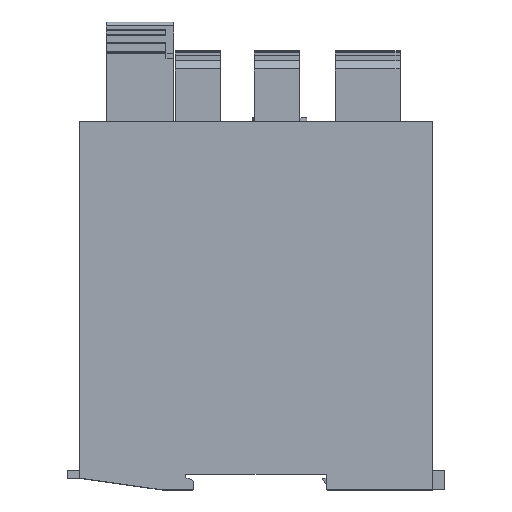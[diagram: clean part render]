
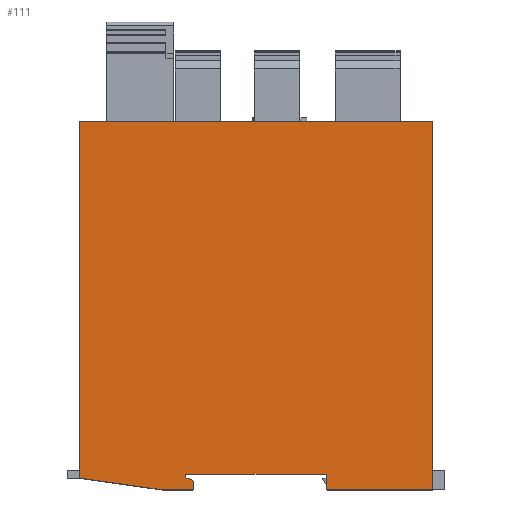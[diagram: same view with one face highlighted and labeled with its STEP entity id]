
A CAD part, top view. The second image highlights one B-rep face of the part: STEP entity #111.
In plain terms, the highlighted planar face has unit normal (0, 0, 1).
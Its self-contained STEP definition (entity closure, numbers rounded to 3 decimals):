
#111 = ADVANCED_FACE( '', ( #359 ), #360, .T. );
#359 = FACE_OUTER_BOUND( '', #774, .T. );
#360 = PLANE( '', #775 );
#774 = EDGE_LOOP( '', ( #1440, #1441, #1442, #1443, #1444, #1445, #1446, #1447, #1448, #1449, #1450, #1451, #1452, #1453, #1454, #1455, #1456 ) );
#775 = AXIS2_PLACEMENT_3D( '', #1457, #1458, #1459 );
#1440 = ORIENTED_EDGE( '', *, *, #3014, .T. );
#1441 = ORIENTED_EDGE( '', *, *, #3010, .T. );
#1442 = ORIENTED_EDGE( '', *, *, #3007, .T. );
#1443 = ORIENTED_EDGE( '', *, *, #3004, .T. );
#1444 = ORIENTED_EDGE( '', *, *, #3001, .T. );
#1445 = ORIENTED_EDGE( '', *, *, #2998, .T. );
#1446 = ORIENTED_EDGE( '', *, *, #2995, .T. );
#1447 = ORIENTED_EDGE( '', *, *, #2992, .T. );
#1448 = ORIENTED_EDGE( '', *, *, #2989, .T. );
#1449 = ORIENTED_EDGE( '', *, *, #2985, .F. );
#1450 = ORIENTED_EDGE( '', *, *, #2981, .T. );
#1451 = ORIENTED_EDGE( '', *, *, #2965, .F. );
#1452 = ORIENTED_EDGE( '', *, *, #2963, .T. );
#1453 = ORIENTED_EDGE( '', *, *, #2960, .T. );
#1454 = ORIENTED_EDGE( '', *, *, #2957, .T. );
#1455 = ORIENTED_EDGE( '', *, *, #2952, .T. );
#1456 = ORIENTED_EDGE( '', *, *, #2926, .T. );
#1457 = CARTESIAN_POINT( '', ( -44.8, -0.875, 42. ) );
#1458 = DIRECTION( '', ( 0., 0., 1. ) );
#1459 = DIRECTION( '', ( 1., 0., 0. ) );
#2926 = EDGE_CURVE( '', #3544, #3542, #3545, .T. );
#2952 = EDGE_CURVE( '', #3594, #3544, #3595, .T. );
#2957 = EDGE_CURVE( '', #3599, #3594, #3603, .T. );
#2960 = EDGE_CURVE( '', #3604, #3599, #3608, .T. );
#2963 = EDGE_CURVE( '', #3609, #3604, #3613, .T. );
#2965 = EDGE_CURVE( '', #3609, #3616, #3617, .T. );
#2981 = EDGE_CURVE( '', #3645, #3616, #3646, .T. );
#2985 = EDGE_CURVE( '', #3645, #3652, #3653, .T. );
#2989 = EDGE_CURVE( '', #3655, #3652, #3659, .T. );
#2992 = EDGE_CURVE( '', #3660, #3655, #3664, .T. );
#2995 = EDGE_CURVE( '', #3665, #3660, #3669, .T. );
#2998 = EDGE_CURVE( '', #3670, #3665, #3674, .T. );
#3001 = EDGE_CURVE( '', #3675, #3670, #3679, .T. );
#3004 = EDGE_CURVE( '', #3680, #3675, #3684, .T. );
#3007 = EDGE_CURVE( '', #3685, #3680, #3689, .T. );
#3010 = EDGE_CURVE( '', #3690, #3685, #3694, .T. );
#3014 = EDGE_CURVE( '', #3542, #3690, #3700, .T. );
#3542 = VERTEX_POINT( '', #4548 );
#3544 = VERTEX_POINT( '', #4551 );
#3545 = LINE( '', #4552, #4553 );
#3594 = VERTEX_POINT( '', #4624 );
#3595 = LINE( '', #4625, #4626 );
#3599 = VERTEX_POINT( '', #4632 );
#3603 = LINE( '', #4638, #4639 );
#3604 = VERTEX_POINT( '', #4640 );
#3608 = CIRCLE( '', #4645, 0.2 );
#3609 = VERTEX_POINT( '', #4646 );
#3613 = LINE( '', #4652, #4653 );
#3616 = VERTEX_POINT( '', #4656 );
#3617 = CIRCLE( '', #4657, 0.2 );
#3645 = VERTEX_POINT( '', #4700 );
#3646 = LINE( '', #4701, #4702 );
#3652 = VERTEX_POINT( '', #4710 );
#3653 = CIRCLE( '', #4711, 0.2 );
#3655 = VERTEX_POINT( '', #4714 );
#3659 = LINE( '', #4720, #4721 );
#3660 = VERTEX_POINT( '', #4722 );
#3664 = LINE( '', #4728, #4729 );
#3665 = VERTEX_POINT( '', #4730 );
#3669 = CIRCLE( '', #4735, 1. );
#3670 = VERTEX_POINT( '', #4736 );
#3674 = LINE( '', #4742, #4743 );
#3675 = VERTEX_POINT( '', #4744 );
#3679 = CIRCLE( '', #4749, 0.2 );
#3680 = VERTEX_POINT( '', #4750 );
#3684 = LINE( '', #4756, #4757 );
#3685 = VERTEX_POINT( '', #4758 );
#3689 = LINE( '', #4764, #4765 );
#3690 = VERTEX_POINT( '', #4766 );
#3694 = CIRCLE( '', #4771, 0.2 );
#3700 = LINE( '', #4780, #4781 );
#4548 = CARTESIAN_POINT( '', ( -45., 90., 42. ) );
#4551 = CARTESIAN_POINT( '', ( 45., 90., 42. ) );
#4552 = CARTESIAN_POINT( '', ( 45., 90., 42. ) );
#4553 = VECTOR( '', #5948, 1000. );
#4624 = CARTESIAN_POINT( '', ( 45., -4., 42. ) );
#4625 = CARTESIAN_POINT( '', ( 45., -4., 42. ) );
#4626 = VECTOR( '', #5980, 1000. );
#4632 = CARTESIAN_POINT( '', ( 18.15, -4., 42. ) );
#4638 = CARTESIAN_POINT( '', ( 18.15, -4., 42. ) );
#4639 = VECTOR( '', #5985, 1000. );
#4640 = CARTESIAN_POINT( '', ( 17.95, -3.8, 42. ) );
#4645 = AXIS2_PLACEMENT_3D( '', #5990, #5991, #5992 );
#4646 = CARTESIAN_POINT( '', ( 17.95, -0.2, 42. ) );
#4652 = CARTESIAN_POINT( '', ( 17.95, -0.2, 42. ) );
#4653 = VECTOR( '', #5995, 1000. );
#4656 = CARTESIAN_POINT( '', ( 17.75, 0., 42. ) );
#4657 = AXIS2_PLACEMENT_3D( '', #5999, #6000, #6001 );
#4700 = CARTESIAN_POINT( '', ( -17.75, 0., 42. ) );
#4701 = CARTESIAN_POINT( '', ( -17.75, 0., 42. ) );
#4702 = VECTOR( '', #6017, 1000. );
#4710 = CARTESIAN_POINT( '', ( -17.95, -0.2, 42. ) );
#4711 = AXIS2_PLACEMENT_3D( '', #6023, #6024, #6025 );
#4714 = CARTESIAN_POINT( '', ( -17.95, -1., 42. ) );
#4720 = CARTESIAN_POINT( '', ( -17.95, -1., 42. ) );
#4721 = VECTOR( '', #6029, 1000. );
#4722 = CARTESIAN_POINT( '', ( -16.691, -1.337, 42. ) );
#4728 = CARTESIAN_POINT( '', ( -16.691, -1.337, 42. ) );
#4729 = VECTOR( '', #6032, 1000. );
#4730 = CARTESIAN_POINT( '', ( -15.95, -2.303, 42. ) );
#4735 = AXIS2_PLACEMENT_3D( '', #6037, #6038, #6039 );
#4736 = CARTESIAN_POINT( '', ( -15.95, -3.8, 42. ) );
#4742 = CARTESIAN_POINT( '', ( -15.95, -3.8, 42. ) );
#4743 = VECTOR( '', #6042, 1000. );
#4744 = CARTESIAN_POINT( '', ( -16.15, -4., 42. ) );
#4749 = AXIS2_PLACEMENT_3D( '', #6047, #6048, #6049 );
#4750 = CARTESIAN_POINT( '', ( -24., -4., 42. ) );
#4756 = CARTESIAN_POINT( '', ( -24., -4., 42. ) );
#4757 = VECTOR( '', #6052, 1000. );
#4758 = CARTESIAN_POINT( '', ( -44.828, -1.073, 42. ) );
#4764 = CARTESIAN_POINT( '', ( -44.828, -1.073, 42. ) );
#4765 = VECTOR( '', #6055, 1000. );
#4766 = CARTESIAN_POINT( '', ( -45., -0.875, 42. ) );
#4771 = AXIS2_PLACEMENT_3D( '', #6060, #6061, #6062 );
#4780 = CARTESIAN_POINT( '', ( -45., 90., 42. ) );
#4781 = VECTOR( '', #6066, 1000. );
#5948 = DIRECTION( '', ( -1., 0., 0. ) );
#5980 = DIRECTION( '', ( 0., 1., 0. ) );
#5985 = DIRECTION( '', ( 1., 0., 0. ) );
#5990 = CARTESIAN_POINT( '', ( 18.15, -3.8, 42. ) );
#5991 = DIRECTION( '', ( 0., 0., 1. ) );
#5992 = DIRECTION( '', ( 1., 0., 0. ) );
#5995 = DIRECTION( '', ( 0., -1., 0. ) );
#5999 = CARTESIAN_POINT( '', ( 17.75, -0.2, 42. ) );
#6000 = DIRECTION( '', ( 0., 0., 1. ) );
#6001 = DIRECTION( '', ( 1., 0., 0. ) );
#6017 = DIRECTION( '', ( 1., 0., 0. ) );
#6023 = CARTESIAN_POINT( '', ( -17.75, -0.2, 42. ) );
#6024 = DIRECTION( '', ( 0., 0., 1. ) );
#6025 = DIRECTION( '', ( 1., 0., 0. ) );
#6029 = DIRECTION( '', ( 0., 1., 0. ) );
#6032 = DIRECTION( '', ( -0.966, 0.259, 0. ) );
#6037 = CARTESIAN_POINT( '', ( -16.95, -2.303, 42. ) );
#6038 = DIRECTION( '', ( 0., 0., 1. ) );
#6039 = DIRECTION( '', ( 1., 0., 0. ) );
#6042 = DIRECTION( '', ( 0., 1., 0. ) );
#6047 = CARTESIAN_POINT( '', ( -16.15, -3.8, 42. ) );
#6048 = DIRECTION( '', ( 0., 0., 1. ) );
#6049 = DIRECTION( '', ( 1., 0., 0. ) );
#6052 = DIRECTION( '', ( 1., 0., 0. ) );
#6055 = DIRECTION( '', ( 0.99, -0.139, 0. ) );
#6060 = CARTESIAN_POINT( '', ( -44.8, -0.875, 42. ) );
#6061 = DIRECTION( '', ( 0., 0., 1. ) );
#6062 = DIRECTION( '', ( 1., 0., 0. ) );
#6066 = DIRECTION( '', ( 0., -1., 0. ) );
